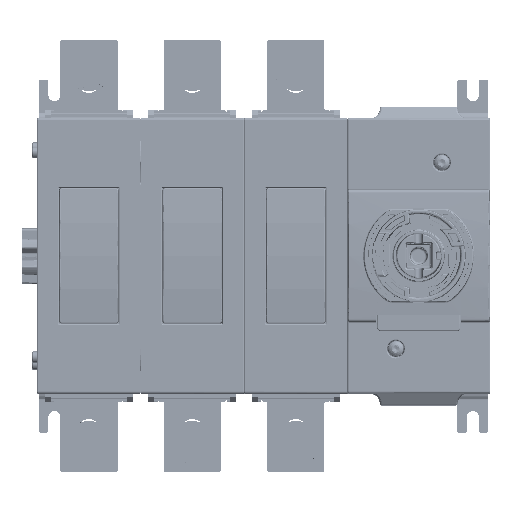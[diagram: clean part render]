
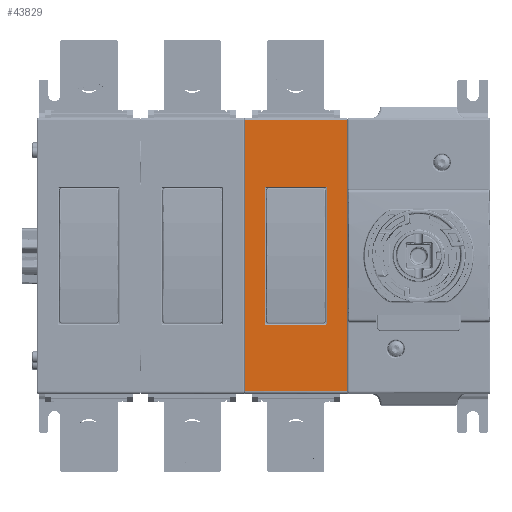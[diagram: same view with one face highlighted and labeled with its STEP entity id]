
A CAD part, top view. The second image highlights one B-rep face of the part: STEP entity #43829.
In plain terms, the highlighted planar face has unit normal (0, 0, 1).
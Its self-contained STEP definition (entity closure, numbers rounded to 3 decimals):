
#6223=ELLIPSE('',#190777,0.7,0.7);
#6224=ELLIPSE('',#190778,0.7,0.7);
#6225=ELLIPSE('',#190779,0.7,0.7);
#6226=ELLIPSE('',#190780,0.7,0.7);
#8587=FACE_BOUND('',#65341,.T.);
#8588=FACE_BOUND('',#65342,.T.);
#10138=PLANE('',#190781);
#14407=LINE('',#270122,#28618);
#14413=LINE('',#270149,#28624);
#14417=LINE('',#270178,#28628);
#14420=LINE('',#270184,#28631);
#14422=LINE('',#270194,#28633);
#14423=LINE('',#270199,#28634);
#14425=LINE('',#270207,#28636);
#14426=LINE('',#270212,#28637);
#28618=VECTOR('',#211094,1.);
#28624=VECTOR('',#211118,1.);
#28628=VECTOR('',#211136,1.);
#28631=VECTOR('',#211145,1.);
#28633=VECTOR('',#211155,1.);
#28634=VECTOR('',#211160,1.);
#28636=VECTOR('',#211168,1.);
#28637=VECTOR('',#211173,1.);
#43829=ADVANCED_FACE('',(#8587,#8588),#10138,.T.);
#65341=EDGE_LOOP('',(#82436,#82437,#82438,#82439));
#65342=EDGE_LOOP('',(#82440,#82441,#82442,#82443,#82444,#82445,#82446,#82447));
#82436=ORIENTED_EDGE('',*,*,#154143,.T.);
#82437=ORIENTED_EDGE('',*,*,#154129,.T.);
#82438=ORIENTED_EDGE('',*,*,#154138,.T.);
#82439=ORIENTED_EDGE('',*,*,#154117,.T.);
#82440=ORIENTED_EDGE('',*,*,#154148,.T.);
#82441=ORIENTED_EDGE('',*,*,#154153,.T.);
#82442=ORIENTED_EDGE('',*,*,#154154,.T.);
#82443=ORIENTED_EDGE('',*,*,#154155,.T.);
#82444=ORIENTED_EDGE('',*,*,#154150,.T.);
#82445=ORIENTED_EDGE('',*,*,#154156,.T.);
#82446=ORIENTED_EDGE('',*,*,#154157,.T.);
#82447=ORIENTED_EDGE('',*,*,#154158,.T.);
#134735=VERTEX_POINT('',#270121);
#134736=VERTEX_POINT('',#270123);
#134747=VERTEX_POINT('',#270148);
#134748=VERTEX_POINT('',#270150);
#134754=VERTEX_POINT('',#270188);
#134757=VERTEX_POINT('',#270193);
#134759=VERTEX_POINT('',#270198);
#134760=VERTEX_POINT('',#270200);
#134762=VERTEX_POINT('',#270206);
#134763=VERTEX_POINT('',#270208);
#134764=VERTEX_POINT('',#270211);
#134765=VERTEX_POINT('',#270213);
#154117=EDGE_CURVE('',#134736,#134735,#14407,.T.);
#154129=EDGE_CURVE('',#134748,#134747,#14413,.T.);
#154138=EDGE_CURVE('',#134747,#134736,#14417,.T.);
#154143=EDGE_CURVE('',#134735,#134748,#14420,.T.);
#154148=EDGE_CURVE('',#134754,#134757,#14422,.T.);
#154150=EDGE_CURVE('',#134760,#134759,#14423,.T.);
#154153=EDGE_CURVE('',#134757,#134762,#6223,.T.);
#154154=EDGE_CURVE('',#134762,#134763,#14425,.T.);
#154155=EDGE_CURVE('',#134763,#134760,#6224,.T.);
#154156=EDGE_CURVE('',#134759,#134764,#6225,.T.);
#154157=EDGE_CURVE('',#134764,#134765,#14426,.T.);
#154158=EDGE_CURVE('',#134765,#134754,#6226,.T.);
#190777=AXIS2_PLACEMENT_3D('',#270205,#211166,#211167);
#190778=AXIS2_PLACEMENT_3D('',#270209,#211169,#211170);
#190779=AXIS2_PLACEMENT_3D('',#270210,#211171,#211172);
#190780=AXIS2_PLACEMENT_3D('',#270214,#211174,#211175);
#190781=AXIS2_PLACEMENT_3D('',#270215,#211176,#211177);
#211094=DIRECTION('',(0.,1.,0.));
#211118=DIRECTION('',(0.,-1.,0.));
#211136=DIRECTION('',(1.,0.,0.));
#211145=DIRECTION('',(-1.,0.,0.));
#211155=DIRECTION('',(-1.,0.,0.));
#211160=DIRECTION('',(1.,0.,0.));
#211166=DIRECTION('',(0.,0.,-1.));
#211167=DIRECTION('',(-0.707,-0.707,0.));
#211168=DIRECTION('',(0.,1.,0.));
#211169=DIRECTION('',(0.,0.,-1.));
#211170=DIRECTION('',(-0.707,0.707,0.));
#211171=DIRECTION('',(0.,0.,-1.));
#211172=DIRECTION('',(0.707,0.707,0.));
#211173=DIRECTION('',(0.,-1.,0.));
#211174=DIRECTION('',(0.,0.,-1.));
#211175=DIRECTION('',(0.707,-0.707,0.));
#211176=DIRECTION('',(0.,0.,1.));
#211177=DIRECTION('',(0.,1.,0.));
#270121=CARTESIAN_POINT('',(-31.349,59.,85.037));
#270122=CARTESIAN_POINT('',(-31.349,0.,85.037));
#270123=CARTESIAN_POINT('',(-31.349,-59.,85.037));
#270148=CARTESIAN_POINT('',(-75.651,-59.,85.037));
#270149=CARTESIAN_POINT('',(-75.651,0.,85.037));
#270150=CARTESIAN_POINT('',(-75.651,59.,85.037));
#270178=CARTESIAN_POINT('',(-53.5,-59.,85.037));
#270184=CARTESIAN_POINT('',(-53.5,59.,85.037));
#270188=CARTESIAN_POINT('',(-40.672,-30.128,85.037));
#270193=CARTESIAN_POINT('',(-66.328,-30.128,85.037));
#270194=CARTESIAN_POINT('',(-53.5,-30.128,85.037));
#270198=CARTESIAN_POINT('',(-40.672,30.128,85.037));
#270199=CARTESIAN_POINT('',(-53.5,30.128,85.037));
#270200=CARTESIAN_POINT('',(-66.328,30.128,85.037));
#270205=CARTESIAN_POINT('',(-66.328,-29.428,85.037));
#270206=CARTESIAN_POINT('',(-67.028,-29.428,85.037));
#270207=CARTESIAN_POINT('',(-67.028,0.,85.037));
#270208=CARTESIAN_POINT('',(-67.028,29.428,85.037));
#270209=CARTESIAN_POINT('',(-66.328,29.428,85.037));
#270210=CARTESIAN_POINT('',(-40.672,29.428,85.037));
#270211=CARTESIAN_POINT('',(-39.972,29.428,85.037));
#270212=CARTESIAN_POINT('',(-39.972,0.,85.037));
#270213=CARTESIAN_POINT('',(-39.972,-29.428,85.037));
#270214=CARTESIAN_POINT('',(-40.672,-29.428,85.037));
#270215=CARTESIAN_POINT('',(-53.5,0.,85.037));
